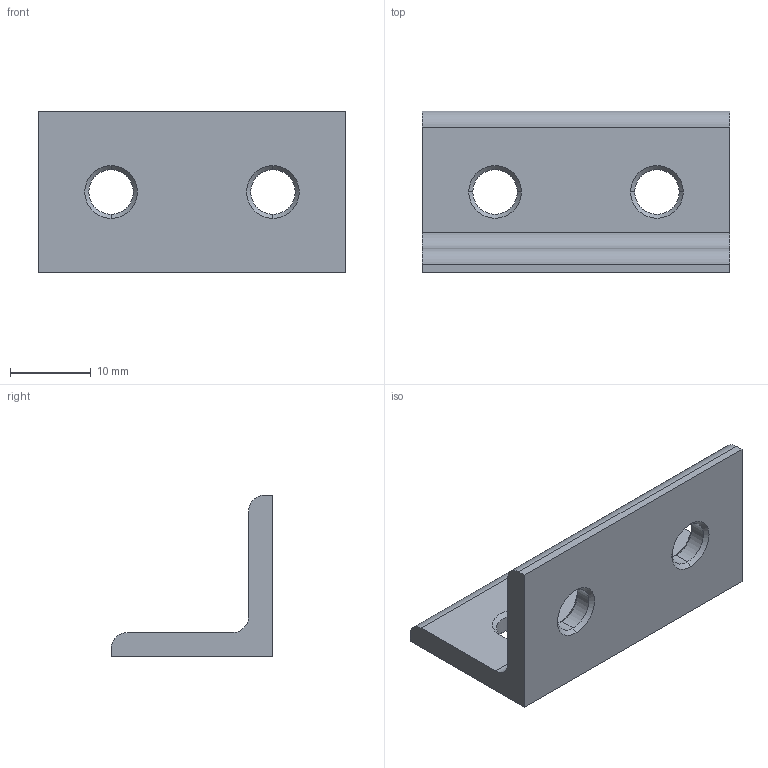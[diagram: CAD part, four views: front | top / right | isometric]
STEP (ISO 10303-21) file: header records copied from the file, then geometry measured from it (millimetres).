
FILE_DESCRIPTION (( 'STEP AP214' ), '1' );
FILE_NAME ('FIXE00H1359-Equerre de connexion longue V4 20x40.step', '2023-03-24T09:53:32', ( 'Altae' ), ( '' ), 'SwSTEP 2.0', 'SolidWorks 2021', '' );
FILE_SCHEMA (( 'AUTOMOTIVE_DESIGN' ));
Length unit declared in the file: millimetre
Products named in the file (1): FIXE00H1359-Equerre de connexion longue V4 20x40
Bounding box: 38 x 20 x 20 mm (x, y, z)
Volume: 3882 mm3; surface area: 3141.8 mm2
Topology: 1 solids, 1 shells, 35 faces, 83 edges, 50 vertices
Faces by surface type: cone 16, cylinder 11, plane 8
Entity records: 1057 total; most frequent: DIRECTION 193, CARTESIAN_POINT 169, ORIENTED_EDGE 166, EDGE_CURVE 83, AXIS2_PLACEMENT_3D 74, VERTEX_POINT 50, VECTOR 45, LINE 45
